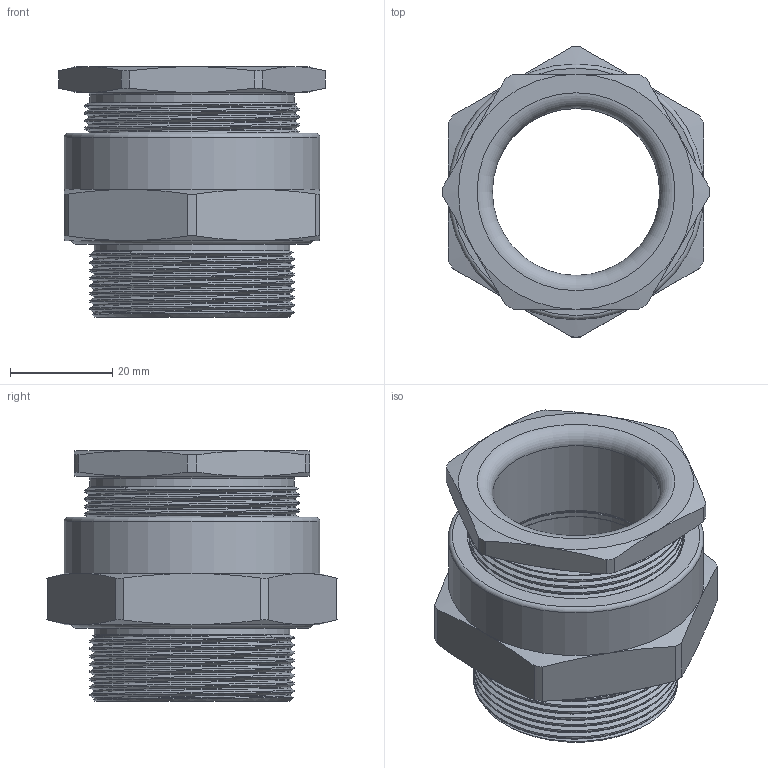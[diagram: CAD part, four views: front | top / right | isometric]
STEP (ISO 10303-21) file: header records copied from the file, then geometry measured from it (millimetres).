
FILE_DESCRIPTION(('HOOPS Exchange Step'),'2;1');
FILE_NAME('m40-f1-15mm-e204-622-conversion.step','2025-03-21T12:26:07+00:00',('root'),('Unknown organisation'),'HOOPS Exchange 2024.3','HOOPS Exchange','Unknown authorisation');
FILE_SCHEMA( ('AP242_MANAGED_MODEL_BASED_3D_ENGINEERING_MIM_LF {1 0 10303 442 1 1 4 }') );
Length unit declared in the file: millimetre
Products named in the file (2): Default; m40-f1-15mm-e204-622-step
Assembly tree (1 placements, depth 2):
  m40-f1-15mm-e204-622-step
    Default
Bounding box: 52.11 x 56.73 x 49 mm (x, y, z)
Volume: 38641.9 mm3; surface area: 26284 mm2
Topology: 5 solids, 5 shells, 459 faces, 1225 edges, 809 vertices
Faces by surface type: plane 189, extrusion 147, cylinder 76, cone 34, torus 7, bspline 6
Full cylindrical faces by diameter (mm): 32.7 x3, 32.9 x1, 38.3 x1, 38.5 x8, 40 x8, 40.3 x2, 40.5 x15, 42 x14, 42.602 x1, 50 x1
Entity records: 36353 total; most frequent: CARTESIAN_POINT 25490, ORIENTED_EDGE 2450, DIRECTION 1710, EDGE_CURVE 1225, VERTEX_POINT 809, VECTOR 792, LINE 645, EDGE_LOOP 502
